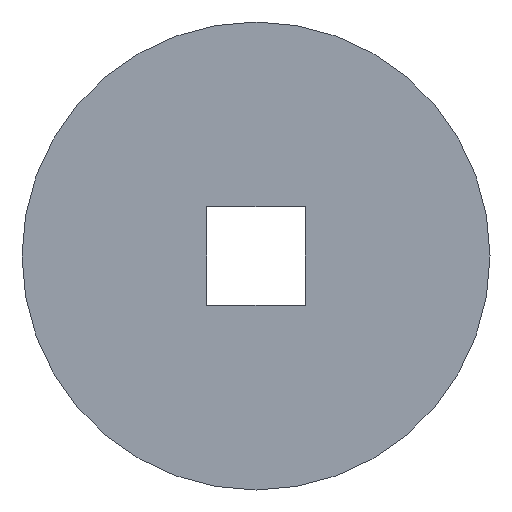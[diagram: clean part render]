
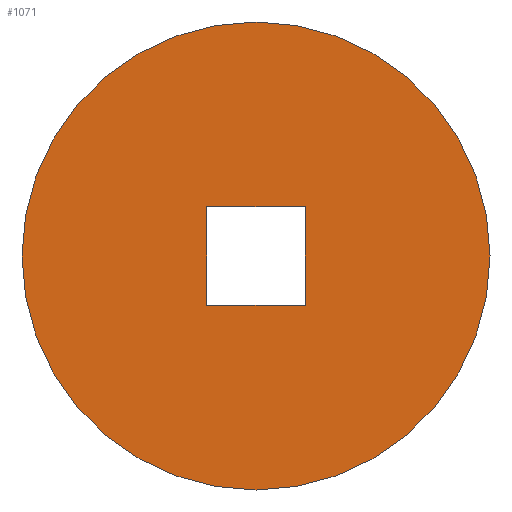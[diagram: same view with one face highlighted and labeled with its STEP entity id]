
A CAD part, front view. The second image highlights one B-rep face of the part: STEP entity #1071.
In plain terms, the highlighted planar face has unit normal (0, -1, 0).
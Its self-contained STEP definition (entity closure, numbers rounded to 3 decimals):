
#17=CIRCLE('',#1135,35.5);
#24=FACE_BOUND('',#161,.T.);
#98=FACE_OUTER_BOUND('',#160,.T.);
#160=EDGE_LOOP('',(#962));
#161=EDGE_LOOP('',(#963,#964,#965,#966));
#183=LINE('',#1422,#316);
#185=LINE('',#1426,#318);
#187=LINE('',#1430,#320);
#189=LINE('',#1433,#322);
#316=VECTOR('',#1171,10.);
#318=VECTOR('',#1175,10.);
#320=VECTOR('',#1179,10.);
#322=VECTOR('',#1183,10.);
#444=VERTEX_POINT('',#1419);
#445=VERTEX_POINT('',#1421);
#446=VERTEX_POINT('',#1425);
#447=VERTEX_POINT('',#1429);
#525=VERTEX_POINT('',#1776);
#547=EDGE_CURVE('',#445,#444,#183,.T.);
#549=EDGE_CURVE('',#444,#446,#185,.T.);
#551=EDGE_CURVE('',#446,#447,#187,.T.);
#553=EDGE_CURVE('',#447,#445,#189,.T.);
#672=EDGE_CURVE('',#525,#525,#17,.T.);
#962=ORIENTED_EDGE('',*,*,#672,.F.);
#963=ORIENTED_EDGE('',*,*,#551,.T.);
#964=ORIENTED_EDGE('',*,*,#553,.T.);
#965=ORIENTED_EDGE('',*,*,#547,.T.);
#966=ORIENTED_EDGE('',*,*,#549,.T.);
#1015=PLANE('',#1137);
#1071=ADVANCED_FACE('',(#98,#24),#1015,.F.);
#1135=AXIS2_PLACEMENT_3D('',#1778,#1371,#1372);
#1137=AXIS2_PLACEMENT_3D('',#1780,#1375,#1376);
#1171=DIRECTION('',(-1.,0.,0.));
#1175=DIRECTION('',(0.,0.,1.));
#1179=DIRECTION('',(1.,0.,0.));
#1183=DIRECTION('',(0.,0.,-1.));
#1371=DIRECTION('center_axis',(0.,1.,0.));
#1372=DIRECTION('ref_axis',(1.,0.,0.));
#1375=DIRECTION('center_axis',(0.,1.,0.));
#1376=DIRECTION('ref_axis',(1.,0.,0.));
#1419=CARTESIAN_POINT('',(-7.5,0.,-7.5));
#1421=CARTESIAN_POINT('',(7.5,0.,-7.5));
#1422=CARTESIAN_POINT('',(-3.75,0.,-7.5));
#1425=CARTESIAN_POINT('',(-7.5,0.,7.5));
#1426=CARTESIAN_POINT('',(-7.5,0.,3.75));
#1429=CARTESIAN_POINT('',(7.5,0.,7.5));
#1430=CARTESIAN_POINT('',(3.75,0.,7.5));
#1433=CARTESIAN_POINT('',(7.5,0.,-3.75));
#1776=CARTESIAN_POINT('',(-35.5,0.,0.));
#1778=CARTESIAN_POINT('Origin',(0.,0.,0.));
#1780=CARTESIAN_POINT('Origin',(0.,0.,0.));
